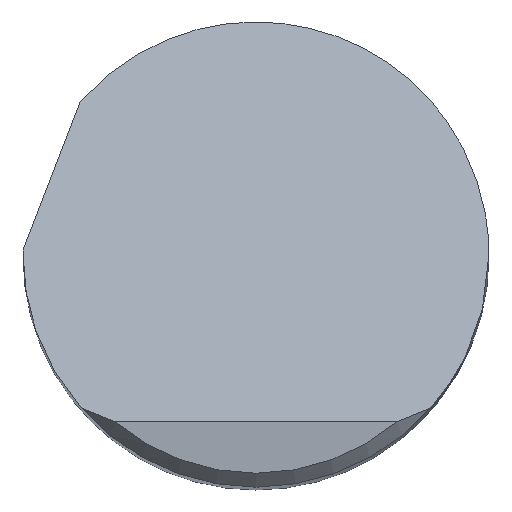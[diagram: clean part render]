
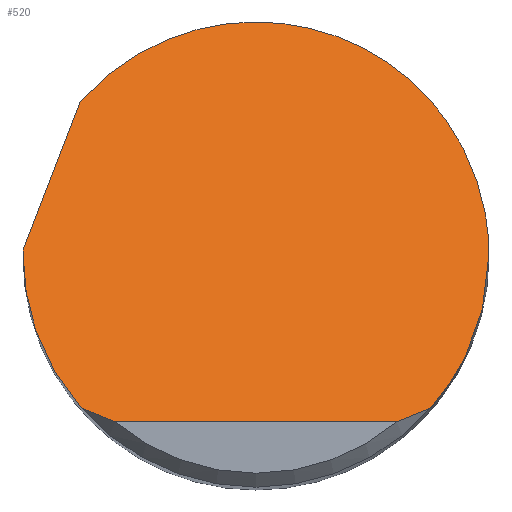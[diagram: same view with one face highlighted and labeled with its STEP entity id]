
A CAD part, top view. The second image highlights one B-rep face of the part: STEP entity #520.
In plain terms, the highlighted planar face has unit normal (0, 0.707, 0.707).
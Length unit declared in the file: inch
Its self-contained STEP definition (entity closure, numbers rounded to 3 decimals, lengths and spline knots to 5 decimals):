
#1 = CARTESIAN_POINT ( 'NONE',  ( -0.24995, 0.005, 2.315 ) ) ;
#8 = AXIS2_PLACEMENT_3D ( 'NONE', #465, #263, #267 ) ;
#18 = CARTESIAN_POINT ( 'NONE',  ( 0.15108, -0.18, 2.5 ) ) ;
#22 = EDGE_CURVE ( 'NONE', #653, #601, #177, .T. ) ;
#63 = CARTESIAN_POINT ( 'NONE',  ( -0.17589, -0.1704, 2.4904 ) ) ;
#69 = EDGE_CURVE ( 'NONE', #822, #73, #258, .T. ) ;
#71 = CARTESIAN_POINT ( 'NONE',  ( -0.15108, -0.18, 2.5 ) ) ;
#73 = VERTEX_POINT ( 'NONE', #133 ) ;
#113 = VERTEX_POINT ( 'NONE', #448 ) ;
#119 = LINE ( 'NONE', #527, #658 ) ;
#127 = CARTESIAN_POINT ( 'NONE',  ( 0.16367, -0.17542, 2.49542 ) ) ;
#133 = CARTESIAN_POINT ( 'NONE',  ( -0.15108, -0.18, 2.5 ) ) ;
#138 = CARTESIAN_POINT ( 'NONE',  ( 0.17589, -0.1704, 2.4904 ) ) ;
#152 = CARTESIAN_POINT ( 'NONE',  ( -0.18855, 0.16416, 2.15584 ) ) ;
#177 = B_SPLINE_CURVE_WITH_KNOTS ( 'NONE', 3,
 ( #609, #127, #138, #737 ),
 .UNSPECIFIED., .F., .F.,
 ( 4, 4 ),
 ( 0., 0.00108 ),
 .UNSPECIFIED. ) ;
#200 = EDGE_CURVE ( 'NONE', #73, #653, #284, .T. ) ;
#206 = CARTESIAN_POINT ( 'NONE',  ( -0.18782, -0.165, 2.485 ) ) ;
#227 = VERTEX_POINT ( 'NONE', #412 ) ;
#228 = CARTESIAN_POINT ( 'NONE',  ( 0.25, -0.06141, 2.38141 ) ) ;
#231 = EDGE_CURVE ( 'NONE', #227, #586, #652, .T. ) ;
#257 = CARTESIAN_POINT ( 'NONE',  ( 0.18782, -0.165, 2.485 ) ) ;
#258 = B_SPLINE_CURVE_WITH_KNOTS ( 'NONE', 3,
 ( #206, #63, #471, #71 ),
 .UNSPECIFIED., .F., .F.,
 ( 4, 4 ),
 ( 0., 0.00108 ),
 .UNSPECIFIED. ) ;
#263 = DIRECTION ( 'NONE',  ( 0., -0.707, -0.707 ) ) ;
#267 = DIRECTION ( 'NONE',  ( 0., 0.707, -0.707 ) ) ;
#269 = CARTESIAN_POINT ( 'NONE',  ( -0.24995, 0.005, 2.315 ) ) ;
#284 = LINE ( 'NONE', #810, #673 ) ;
#286 = CARTESIAN_POINT ( 'NONE',  ( 0.25, 0., 2.32 ) ) ;
#297 = CARTESIAN_POINT ( 'NONE',  ( -0.0078, 0.37177, 1.94823 ) ) ;
#326 = FACE_OUTER_BOUND ( 'NONE', #743, .T. ) ;
#331 = ORIENTED_EDGE ( 'NONE', *, *, #231, .F. ) ;
#338 = PLANE ( 'NONE',  #8 ) ;
#388 =( BOUNDED_CURVE ( )  B_SPLINE_CURVE ( 3, ( #152, #297, #695, #491 ),
 .UNSPECIFIED., .F., .T. ) 
 B_SPLINE_CURVE_WITH_KNOTS ( ( 4, 4 ),
 ( 5.42872, 7.85398 ),
 .UNSPECIFIED. ) 
 CURVE ( )  GEOMETRIC_REPRESENTATION_ITEM ( )  RATIONAL_B_SPLINE_CURVE ( ( 1., 0.567, 0.567, 1. ) ) 
 REPRESENTATION_ITEM ( '' )  );
#397 = ORIENTED_EDGE ( 'NONE', *, *, #532, .F. ) ;
#410 = CARTESIAN_POINT ( 'NONE',  ( -0.25, -0.06141, 2.38141 ) ) ;
#412 = CARTESIAN_POINT ( 'NONE',  ( -0.25, 0., 2.32 ) ) ;
#419 = CARTESIAN_POINT ( 'NONE',  ( 0.22834, -0.11887, 2.43887 ) ) ;
#437 = VERTEX_POINT ( 'NONE', #495 ) ;
#438 = EDGE_CURVE ( 'NONE', #437, #113, #388, .T. ) ;
#440 = ORIENTED_EDGE ( 'NONE', *, *, #693, .F. ) ;
#448 = CARTESIAN_POINT ( 'NONE',  ( 0.25, 0., 2.32 ) ) ;
#451 = CARTESIAN_POINT ( 'NONE',  ( -0.18782, -0.165, 2.485 ) ) ;
#465 = CARTESIAN_POINT ( 'NONE',  ( -0.25, -0.18, 2.5 ) ) ;
#468 = CARTESIAN_POINT ( 'NONE',  ( -0.24998, 0.00333, 2.31667 ) ) ;
#471 = CARTESIAN_POINT ( 'NONE',  ( -0.16367, -0.17542, 2.49542 ) ) ;
#473 = DIRECTION ( 'NONE',  ( 1., 0., 0. ) ) ;
#478 = CARTESIAN_POINT ( 'NONE',  ( -0.25, 0.00167, 2.31833 ) ) ;
#491 = CARTESIAN_POINT ( 'NONE',  ( 0.25, 0., 2.32 ) ) ;
#495 = CARTESIAN_POINT ( 'NONE',  ( -0.18855, 0.16416, 2.15584 ) ) ;
#508 =( BOUNDED_CURVE ( )  B_SPLINE_CURVE ( 3, ( #451, #855, #410, #650 ),
 .UNSPECIFIED., .F., .T. ) 
 B_SPLINE_CURVE_WITH_KNOTS ( ( 4, 4 ),
 ( 3.99157, 4.71239 ),
 .UNSPECIFIED. ) 
 CURVE ( )  GEOMETRIC_REPRESENTATION_ITEM ( )  RATIONAL_B_SPLINE_CURVE ( ( 1., 0.957, 0.957, 1. ) ) 
 REPRESENTATION_ITEM ( '' )  );
#520 = ADVANCED_FACE ( 'NONE', ( #326 ), #338, .F. ) ;
#527 = CARTESIAN_POINT ( 'NONE',  ( -0.31638, -0.1672, 2.4872 ) ) ;
#532 = EDGE_CURVE ( 'NONE', #586, #437, #119, .T. ) ;
#569 =( BOUNDED_CURVE ( )  B_SPLINE_CURVE ( 3, ( #286, #228, #419, #688 ),
 .UNSPECIFIED., .F., .T. ) 
 B_SPLINE_CURVE_WITH_KNOTS ( ( 4, 4 ),
 ( 1.5708, 2.29162 ),
 .UNSPECIFIED. ) 
 CURVE ( )  GEOMETRIC_REPRESENTATION_ITEM ( )  RATIONAL_B_SPLINE_CURVE ( ( 1., 0.957, 0.957, 1. ) ) 
 REPRESENTATION_ITEM ( '' )  );
#582 = ORIENTED_EDGE ( 'NONE', *, *, #200, .T. ) ;
#586 = VERTEX_POINT ( 'NONE', #1 ) ;
#595 = ORIENTED_EDGE ( 'NONE', *, *, #613, .F. ) ;
#601 = VERTEX_POINT ( 'NONE', #257 ) ;
#609 = CARTESIAN_POINT ( 'NONE',  ( 0.15108, -0.18, 2.5 ) ) ;
#613 = EDGE_CURVE ( 'NONE', #822, #227, #508, .T. ) ;
#638 = CARTESIAN_POINT ( 'NONE',  ( -0.18782, -0.165, 2.485 ) ) ;
#650 = CARTESIAN_POINT ( 'NONE',  ( -0.25, 0., 2.32 ) ) ;
#652 =( BOUNDED_CURVE ( )  B_SPLINE_CURVE ( 3, ( #668, #478, #468, #269 ),
 .UNSPECIFIED., .F., .F. ) 
 B_SPLINE_CURVE_WITH_KNOTS ( ( 4, 4 ),
 ( 4.71239, 4.73239 ),
 .UNSPECIFIED. ) 
 CURVE ( )  GEOMETRIC_REPRESENTATION_ITEM ( )  RATIONAL_B_SPLINE_CURVE ( ( 1., 1., 1., 1. ) ) 
 REPRESENTATION_ITEM ( '' )  );
#653 = VERTEX_POINT ( 'NONE', #18 ) ;
#658 = VECTOR ( 'NONE', #845, 39.37008 ) ;
#668 = CARTESIAN_POINT ( 'NONE',  ( -0.25, 0., 2.32 ) ) ;
#673 = VECTOR ( 'NONE', #473, 39.37008 ) ;
#688 = CARTESIAN_POINT ( 'NONE',  ( 0.18782, -0.165, 2.485 ) ) ;
#693 = EDGE_CURVE ( 'NONE', #113, #601, #569, .T. ) ;
#695 = CARTESIAN_POINT ( 'NONE',  ( 0.25, 0.27527, 2.04473 ) ) ;
#710 = ORIENTED_EDGE ( 'NONE', *, *, #22, .T. ) ;
#737 = CARTESIAN_POINT ( 'NONE',  ( 0.18782, -0.165, 2.485 ) ) ;
#743 = EDGE_LOOP ( 'NONE', ( #582, #710, #440, #775, #397, #331, #595, #826 ) ) ;
#775 = ORIENTED_EDGE ( 'NONE', *, *, #438, .F. ) ;
#810 = CARTESIAN_POINT ( 'NONE',  ( 0., -0.18, 2.5 ) ) ;
#822 = VERTEX_POINT ( 'NONE', #638 ) ;
#826 = ORIENTED_EDGE ( 'NONE', *, *, #69, .T. ) ;
#845 = DIRECTION ( 'NONE',  ( 0.263, 0.682, -0.682 ) ) ;
#855 = CARTESIAN_POINT ( 'NONE',  ( -0.22834, -0.11887, 2.43887 ) ) ;
